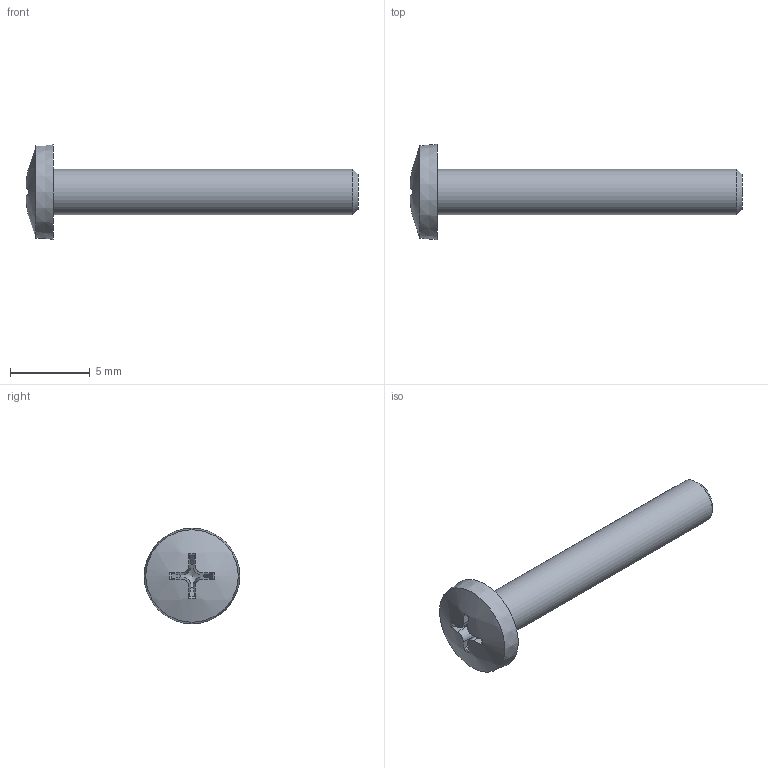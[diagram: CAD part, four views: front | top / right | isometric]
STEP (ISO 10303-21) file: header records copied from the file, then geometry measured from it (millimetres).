
FILE_DESCRIPTION(/* description */ ('Breakout mounting hardware 4-40 x 0.75"'),/* implementation_level */ '2;1');
FILE_NAME(/* name */ 'SPB_Hardware_4-40x75.ipt.step',/* time_stamp */ '2014-01-01T17:42:43-08:00',/* author */ ('Autodesk Inc.'),/* organization */ ('Autodesk Inc.'),/* preprocessor_version */ 'ST-DEVELOPER v15.2',/* originating_system */ 'Autodesk Inventor 2014',/* authorisation */ '');
FILE_SCHEMA (('AUTOMOTIVE_DESIGN { 1 0 10303 214 3 1 1 }'));
Length unit declared in the file: inch
Products named in the file (1): SPB_Hardware_4-40x75
Bounding box: 20.76 x 5.97 x 5.97 mm (x, y, z)
Volume: 156.8 mm3; surface area: 253.1 mm2
Topology: 1 solids, 1 shells, 27 faces, 70 edges, 46 vertices
Faces by surface type: cone 11, plane 10, torus 4, cylinder 1, sphere 1
Full cylindrical faces by diameter (mm): 2.845 x1
Entity records: 947 total; most frequent: CARTESIAN_POINT 338, ORIENTED_EDGE 130, DIRECTION 114, EDGE_CURVE 65, AXIS2_PLACEMENT_3D 53, VERTEX_POINT 45, EDGE_LOOP 32, ADVANCED_FACE 27
